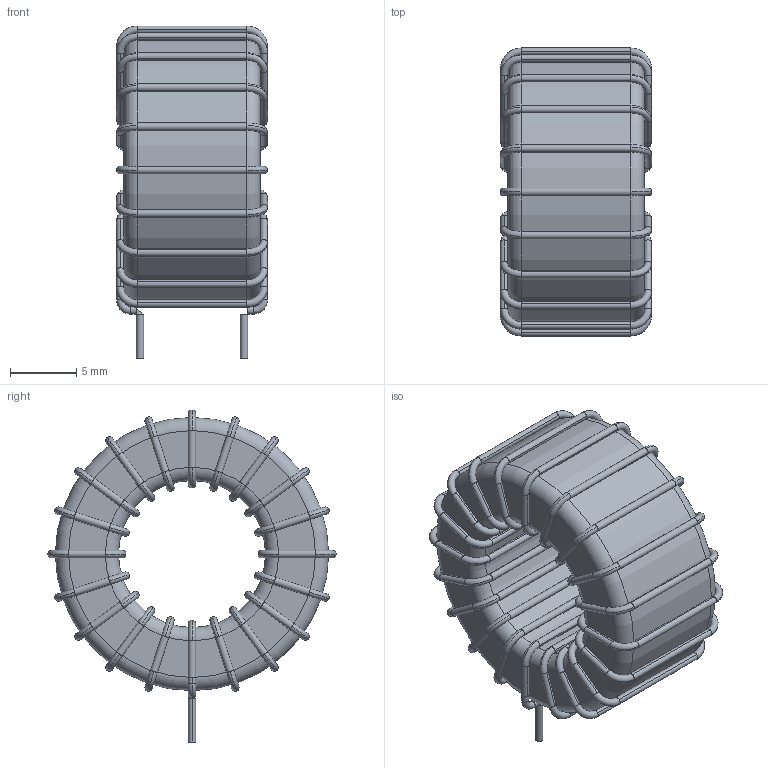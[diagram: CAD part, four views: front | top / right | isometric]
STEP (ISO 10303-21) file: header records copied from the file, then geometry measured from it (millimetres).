
FILE_DESCRIPTION((''),'2;1');
FILE_NAME('IND_BOURNS_2112-V-RC.stp','2012-08-27T15:08:56',(''),(''),'Mechanical Desktop 2011','Mechanical Desktop 2011',', , ');
FILE_SCHEMA(('AUTOMOTIVE_DESIGN { 1 2 10303 214 1 1 1 1 }'));
Length unit declared in the file: millimetre
Products named in the file (1): Product
Bounding box: 11.43 x 21.8 x 25.12 mm (x, y, z)
Volume: 2567.3 mm3; surface area: 2484.2 mm2
Topology: 23 solids, 23 shells, 352 faces, 985 edges, 645 vertices
Faces by surface type: cylinder 168, torus 166, bspline 12, plane 6
Entity records: 12197 total; most frequent: DIRECTION 2466, CARTESIAN_POINT 2330, ORIENTED_EDGE 1944, AXIS2_PLACEMENT_3D 1144, EDGE_CURVE 972, CIRCLE 803, VERTEX_POINT 628, EDGE_LOOP 354
